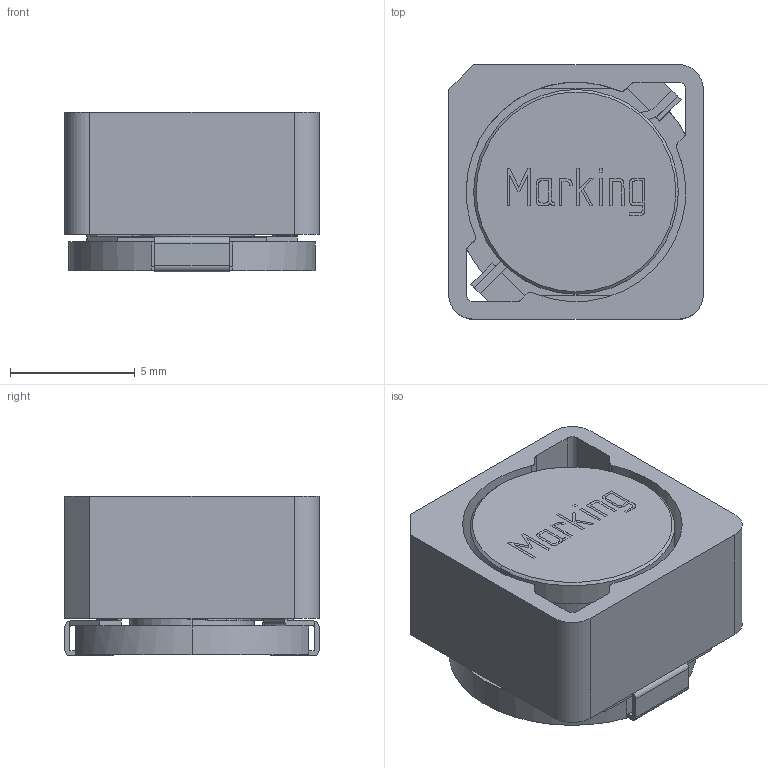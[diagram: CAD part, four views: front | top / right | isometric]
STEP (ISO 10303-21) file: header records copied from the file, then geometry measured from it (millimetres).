
FILE_DESCRIPTION (( 'STEP AP214' ), '1' );
FILE_NAME ('7447798181.STEP', '2022-09-07T09:57:25', ( '' ), ( '' ), 'SwSTEP 2.0', 'SolidWorks 2018', '' );
FILE_SCHEMA (( 'AUTOMOTIVE_DESIGN' ));
Length unit declared in the file: millimetre
Products named in the file (1): 7447798181
Bounding box: 10.2 x 10.2 x 6.4 mm (x, y, z)
Volume: 413.3 mm3; surface area: 932.9 mm2
Topology: 3 solids, 5 shells, 236 faces, 622 edges, 402 vertices
Faces by surface type: plane 158, cylinder 54, bspline 22, cone 2
Entity records: 10521 total; most frequent: CARTESIAN_POINT 2432, ORIENTED_EDGE 1244, DIRECTION 959, EDGE_CURVE 622, VERTEX_POINT 402, VECTOR 363, LINE 363, AXIS2_PLACEMENT_3D 298
